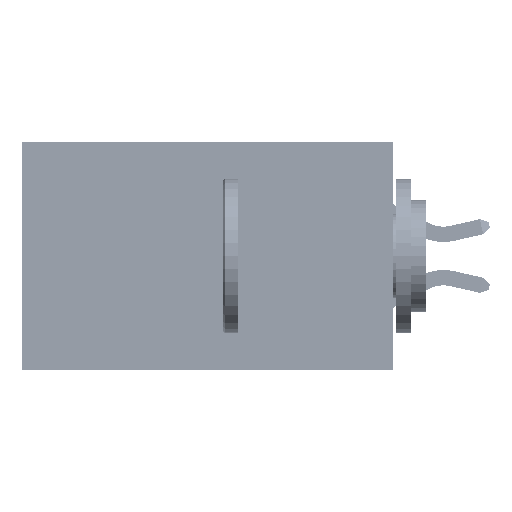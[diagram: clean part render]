
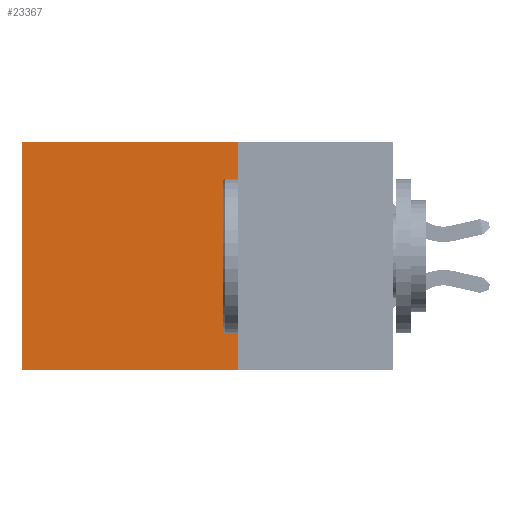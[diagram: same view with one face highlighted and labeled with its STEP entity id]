
A CAD part, left-side view. The second image highlights one B-rep face of the part: STEP entity #23367.
In plain terms, the highlighted planar face has unit normal (-1, 0, 0).
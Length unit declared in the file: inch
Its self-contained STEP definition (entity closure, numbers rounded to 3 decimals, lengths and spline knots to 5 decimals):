
#429 = CARTESIAN_POINT ( 'NONE',  ( 0.2875, 0.25, -0.37 ) ) ;
#467 = CARTESIAN_POINT ( 'NONE',  ( 0.2875, 0.25, 0. ) ) ;
#1189 = ORIENTED_EDGE ( 'NONE', *, *, #13753, .T. ) ;
#1707 = EDGE_CURVE ( 'NONE', #10900, #9231, #45116, .T. ) ;
#2966 = VECTOR ( 'NONE', #20433, 39.37008 ) ;
#3051 = CARTESIAN_POINT ( 'NONE',  ( 0.2875, 0.25, 0. ) ) ;
#3094 = CARTESIAN_POINT ( 'NONE',  ( 0.2875, 0.6, 0. ) ) ;
#5352 = CARTESIAN_POINT ( 'NONE',  ( 0.2875, 0.25, -0.37 ) ) ;
#6230 = LINE ( 'NONE', #5352, #43105 ) ;
#7113 = CARTESIAN_POINT ( 'NONE',  ( 0.2875, 0.6, 0. ) ) ;
#7257 = DIRECTION ( 'NONE',  ( 0., 0., -1. ) ) ;
#7668 = EDGE_LOOP ( 'NONE', ( #17549, #15880, #35020, #1189 ) ) ;
#7745 = EDGE_CURVE ( 'NONE', #31167, #16107, #21789, .T. ) ;
#9231 = VERTEX_POINT ( 'NONE', #32294 ) ;
#10008 = CARTESIAN_POINT ( 'NONE',  ( 0.2875, 0.25, 0. ) ) ;
#10900 = VERTEX_POINT ( 'NONE', #3094 ) ;
#13753 = EDGE_CURVE ( 'NONE', #31167, #10900, #43669, .T. ) ;
#14707 = EDGE_CURVE ( 'NONE', #16107, #9231, #6230, .T. ) ;
#15029 = AXIS2_PLACEMENT_3D ( 'NONE', #467, #25019, #17946 ) ;
#15880 = ORIENTED_EDGE ( 'NONE', *, *, #14707, .F. ) ;
#16107 = VERTEX_POINT ( 'NONE', #429 ) ;
#17549 = ORIENTED_EDGE ( 'NONE', *, *, #1707, .T. ) ;
#17946 = DIRECTION ( 'NONE',  ( 0., 0., -1. ) ) ;
#20433 = DIRECTION ( 'NONE',  ( 0., 1., 0. ) ) ;
#21789 = LINE ( 'NONE', #24385, #37239 ) ;
#23367 = ADVANCED_FACE ( 'NONE', ( #39519 ), #42453, .F. ) ;
#24385 = CARTESIAN_POINT ( 'NONE',  ( 0.2875, 0.25, 0. ) ) ;
#25019 = DIRECTION ( 'NONE',  ( 1., 0., 0. ) ) ;
#27481 = VECTOR ( 'NONE', #7257, 39.37008 ) ;
#28546 = DIRECTION ( 'NONE',  ( 0., 0., -1. ) ) ;
#31167 = VERTEX_POINT ( 'NONE', #3051 ) ;
#32294 = CARTESIAN_POINT ( 'NONE',  ( 0.2875, 0.6, -0.37 ) ) ;
#35020 = ORIENTED_EDGE ( 'NONE', *, *, #7745, .F. ) ;
#37239 = VECTOR ( 'NONE', #28546, 39.37008 ) ;
#39519 = FACE_OUTER_BOUND ( 'NONE', #7668, .T. ) ;
#42453 = PLANE ( 'NONE',  #15029 ) ;
#43105 = VECTOR ( 'NONE', #43625, 39.37008 ) ;
#43625 = DIRECTION ( 'NONE',  ( 0., 1., 0. ) ) ;
#43669 = LINE ( 'NONE', #10008, #2966 ) ;
#45116 = LINE ( 'NONE', #7113, #27481 ) ;
